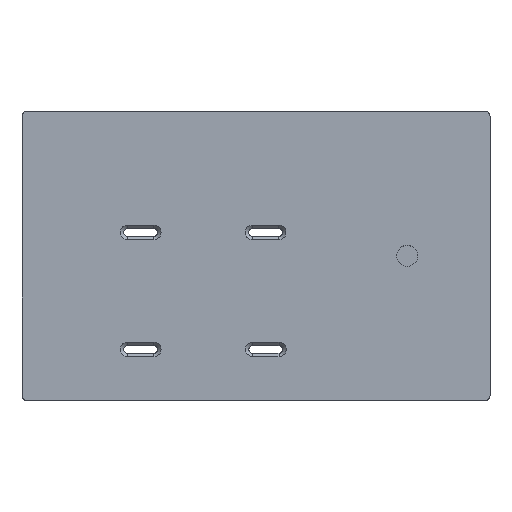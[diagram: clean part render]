
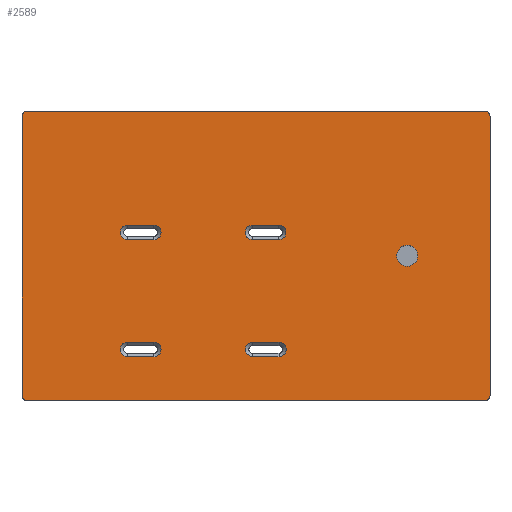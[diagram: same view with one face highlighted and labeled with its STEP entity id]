
A CAD part, top view. The second image highlights one B-rep face of the part: STEP entity #2589.
In plain terms, the highlighted planar face has unit normal (0, 0, 1).
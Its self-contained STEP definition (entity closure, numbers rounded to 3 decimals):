
#44=FACE_BOUND('',#338,.T.);
#45=FACE_BOUND('',#339,.T.);
#46=FACE_BOUND('',#340,.T.);
#47=FACE_BOUND('',#341,.T.);
#48=FACE_BOUND('',#342,.T.);
#100=CIRCLE('',#2751,2.75);
#102=CIRCLE('',#2755,2.75);
#105=CIRCLE('',#2761,2.);
#106=CIRCLE('',#2762,2.);
#107=CIRCLE('',#2763,2.);
#108=CIRCLE('',#2764,2.);
#109=CIRCLE('',#2765,2.75);
#110=CIRCLE('',#2766,2.75);
#111=CIRCLE('',#2767,2.75);
#112=CIRCLE('',#2768,2.75);
#113=CIRCLE('',#2769,4.);
#114=CIRCLE('',#2770,2.75);
#115=CIRCLE('',#2771,2.75);
#194=FACE_OUTER_BOUND('',#337,.T.);
#337=EDGE_LOOP('',(#1749,#1750,#1751,#1752,#1753,#1754,#1755,#1756));
#338=EDGE_LOOP('',(#1757,#1758,#1759,#1760));
#339=EDGE_LOOP('',(#1761,#1762,#1763,#1764));
#340=EDGE_LOOP('',(#1765));
#341=EDGE_LOOP('',(#1766,#1767,#1768,#1769));
#342=EDGE_LOOP('',(#1770,#1771,#1772,#1773));
#498=LINE('',#3728,#800);
#503=LINE('',#3742,#805);
#509=LINE('',#3762,#811);
#510=LINE('',#3766,#812);
#511=LINE('',#3770,#813);
#512=LINE('',#3773,#814);
#513=LINE('',#3776,#815);
#514=LINE('',#3780,#816);
#515=LINE('',#3784,#817);
#516=LINE('',#3788,#818);
#517=LINE('',#3794,#819);
#518=LINE('',#3798,#820);
#800=VECTOR('',#2977,10.);
#805=VECTOR('',#2990,10.);
#811=VECTOR('',#3012,10.);
#812=VECTOR('',#3015,10.);
#813=VECTOR('',#3018,10.);
#814=VECTOR('',#3021,10.);
#815=VECTOR('',#3022,10.);
#816=VECTOR('',#3025,10.);
#817=VECTOR('',#3028,10.);
#818=VECTOR('',#3031,10.);
#819=VECTOR('',#3036,10.);
#820=VECTOR('',#3039,10.);
#1102=VERTEX_POINT('',#3725);
#1103=VERTEX_POINT('',#3727);
#1106=VERTEX_POINT('',#3734);
#1108=VERTEX_POINT('',#3740);
#1112=VERTEX_POINT('',#3758);
#1113=VERTEX_POINT('',#3759);
#1114=VERTEX_POINT('',#3761);
#1115=VERTEX_POINT('',#3763);
#1116=VERTEX_POINT('',#3765);
#1117=VERTEX_POINT('',#3767);
#1118=VERTEX_POINT('',#3769);
#1119=VERTEX_POINT('',#3771);
#1120=VERTEX_POINT('',#3774);
#1121=VERTEX_POINT('',#3775);
#1122=VERTEX_POINT('',#3777);
#1123=VERTEX_POINT('',#3779);
#1124=VERTEX_POINT('',#3782);
#1125=VERTEX_POINT('',#3783);
#1126=VERTEX_POINT('',#3785);
#1127=VERTEX_POINT('',#3787);
#1128=VERTEX_POINT('',#3790);
#1129=VERTEX_POINT('',#3792);
#1130=VERTEX_POINT('',#3793);
#1131=VERTEX_POINT('',#3795);
#1132=VERTEX_POINT('',#3797);
#1348=EDGE_CURVE('',#1102,#1103,#498,.T.);
#1352=EDGE_CURVE('',#1106,#1102,#100,.T.);
#1355=EDGE_CURVE('',#1108,#1106,#503,.T.);
#1357=EDGE_CURVE('',#1103,#1108,#102,.T.);
#1364=EDGE_CURVE('',#1112,#1113,#105,.T.);
#1365=EDGE_CURVE('',#1112,#1114,#509,.T.);
#1366=EDGE_CURVE('',#1115,#1114,#106,.T.);
#1367=EDGE_CURVE('',#1115,#1116,#510,.T.);
#1368=EDGE_CURVE('',#1117,#1116,#107,.T.);
#1369=EDGE_CURVE('',#1117,#1118,#511,.T.);
#1370=EDGE_CURVE('',#1119,#1118,#108,.T.);
#1371=EDGE_CURVE('',#1119,#1113,#512,.T.);
#1372=EDGE_CURVE('',#1120,#1121,#513,.T.);
#1373=EDGE_CURVE('',#1122,#1120,#109,.T.);
#1374=EDGE_CURVE('',#1123,#1122,#514,.T.);
#1375=EDGE_CURVE('',#1121,#1123,#110,.T.);
#1376=EDGE_CURVE('',#1124,#1125,#515,.T.);
#1377=EDGE_CURVE('',#1126,#1124,#111,.T.);
#1378=EDGE_CURVE('',#1127,#1126,#516,.T.);
#1379=EDGE_CURVE('',#1125,#1127,#112,.T.);
#1380=EDGE_CURVE('',#1128,#1128,#113,.T.);
#1381=EDGE_CURVE('',#1129,#1130,#517,.T.);
#1382=EDGE_CURVE('',#1131,#1129,#114,.T.);
#1383=EDGE_CURVE('',#1132,#1131,#518,.T.);
#1384=EDGE_CURVE('',#1130,#1132,#115,.T.);
#1749=ORIENTED_EDGE('',*,*,#1364,.F.);
#1750=ORIENTED_EDGE('',*,*,#1365,.T.);
#1751=ORIENTED_EDGE('',*,*,#1366,.F.);
#1752=ORIENTED_EDGE('',*,*,#1367,.T.);
#1753=ORIENTED_EDGE('',*,*,#1368,.F.);
#1754=ORIENTED_EDGE('',*,*,#1369,.T.);
#1755=ORIENTED_EDGE('',*,*,#1370,.F.);
#1756=ORIENTED_EDGE('',*,*,#1371,.T.);
#1757=ORIENTED_EDGE('',*,*,#1372,.F.);
#1758=ORIENTED_EDGE('',*,*,#1373,.F.);
#1759=ORIENTED_EDGE('',*,*,#1374,.F.);
#1760=ORIENTED_EDGE('',*,*,#1375,.F.);
#1761=ORIENTED_EDGE('',*,*,#1376,.F.);
#1762=ORIENTED_EDGE('',*,*,#1377,.F.);
#1763=ORIENTED_EDGE('',*,*,#1378,.F.);
#1764=ORIENTED_EDGE('',*,*,#1379,.F.);
#1765=ORIENTED_EDGE('',*,*,#1380,.T.);
#1766=ORIENTED_EDGE('',*,*,#1381,.F.);
#1767=ORIENTED_EDGE('',*,*,#1382,.F.);
#1768=ORIENTED_EDGE('',*,*,#1383,.F.);
#1769=ORIENTED_EDGE('',*,*,#1384,.F.);
#1770=ORIENTED_EDGE('',*,*,#1348,.F.);
#1771=ORIENTED_EDGE('',*,*,#1352,.F.);
#1772=ORIENTED_EDGE('',*,*,#1355,.F.);
#1773=ORIENTED_EDGE('',*,*,#1357,.F.);
#2484=PLANE('',#2760);
#2589=ADVANCED_FACE('',(#194,#44,#45,#46,#47,#48),#2484,.T.);
#2751=AXIS2_PLACEMENT_3D('',#3736,#2983,#2984);
#2755=AXIS2_PLACEMENT_3D('',#3745,#2994,#2995);
#2760=AXIS2_PLACEMENT_3D('',#3757,#3008,#3009);
#2761=AXIS2_PLACEMENT_3D('',#3760,#3010,#3011);
#2762=AXIS2_PLACEMENT_3D('',#3764,#3013,#3014);
#2763=AXIS2_PLACEMENT_3D('',#3768,#3016,#3017);
#2764=AXIS2_PLACEMENT_3D('',#3772,#3019,#3020);
#2765=AXIS2_PLACEMENT_3D('',#3778,#3023,#3024);
#2766=AXIS2_PLACEMENT_3D('',#3781,#3026,#3027);
#2767=AXIS2_PLACEMENT_3D('',#3786,#3029,#3030);
#2768=AXIS2_PLACEMENT_3D('',#3789,#3032,#3033);
#2769=AXIS2_PLACEMENT_3D('',#3791,#3034,#3035);
#2770=AXIS2_PLACEMENT_3D('',#3796,#3037,#3038);
#2771=AXIS2_PLACEMENT_3D('',#3799,#3040,#3041);
#2977=DIRECTION('',(1.,0.,0.));
#2983=DIRECTION('center_axis',(0.,0.,1.));
#2984=DIRECTION('ref_axis',(0.,-1.,0.));
#2990=DIRECTION('',(-1.,0.,0.));
#2994=DIRECTION('center_axis',(0.,0.,1.));
#2995=DIRECTION('ref_axis',(0.,1.,0.));
#3008=DIRECTION('center_axis',(0.,0.,1.));
#3009=DIRECTION('ref_axis',(1.,0.,0.));
#3010=DIRECTION('center_axis',(0.,0.,-1.));
#3011=DIRECTION('ref_axis',(0.707,-0.707,0.));
#3012=DIRECTION('',(0.,1.,0.));
#3013=DIRECTION('center_axis',(0.,0.,-1.));
#3014=DIRECTION('ref_axis',(0.707,0.707,0.));
#3015=DIRECTION('',(-1.,0.,0.));
#3016=DIRECTION('center_axis',(0.,0.,-1.));
#3017=DIRECTION('ref_axis',(-0.707,0.707,0.));
#3018=DIRECTION('',(0.,-1.,0.));
#3019=DIRECTION('center_axis',(0.,0.,-1.));
#3020=DIRECTION('ref_axis',(-0.707,-0.707,0.));
#3021=DIRECTION('',(1.,0.,0.));
#3022=DIRECTION('',(1.,0.,0.));
#3023=DIRECTION('center_axis',(0.,0.,1.));
#3024=DIRECTION('ref_axis',(0.,-1.,0.));
#3025=DIRECTION('',(-1.,0.,0.));
#3026=DIRECTION('center_axis',(0.,0.,1.));
#3027=DIRECTION('ref_axis',(0.,1.,0.));
#3028=DIRECTION('',(1.,0.,0.));
#3029=DIRECTION('center_axis',(0.,0.,1.));
#3030=DIRECTION('ref_axis',(0.,-1.,0.));
#3031=DIRECTION('',(-1.,0.,0.));
#3032=DIRECTION('center_axis',(0.,0.,1.));
#3033=DIRECTION('ref_axis',(0.,1.,0.));
#3034=DIRECTION('center_axis',(0.,0.,-1.));
#3035=DIRECTION('ref_axis',(1.,0.,0.));
#3036=DIRECTION('',(1.,0.,0.));
#3037=DIRECTION('center_axis',(0.,0.,1.));
#3038=DIRECTION('ref_axis',(0.,-1.,0.));
#3039=DIRECTION('',(-1.,0.,0.));
#3040=DIRECTION('center_axis',(0.,0.,1.));
#3041=DIRECTION('ref_axis',(0.,1.,0.));
#3725=CARTESIAN_POINT('',(-5.,-47.25,5.));
#3727=CARTESIAN_POINT('',(5.,-47.25,5.));
#3728=CARTESIAN_POINT('',(24.426,-47.25,5.));
#3734=CARTESIAN_POINT('',(-5.,-41.75,5.));
#3736=CARTESIAN_POINT('Origin',(-5.,-44.5,5.));
#3740=CARTESIAN_POINT('',(5.,-41.75,5.));
#3742=CARTESIAN_POINT('',(19.426,-41.75,5.));
#3745=CARTESIAN_POINT('Origin',(5.,-44.5,5.));
#3757=CARTESIAN_POINT('Origin',(43.851,-8.91,5.));
#3758=CARTESIAN_POINT('',(132.853,-61.939,5.));
#3759=CARTESIAN_POINT('',(130.853,-63.939,5.));
#3760=CARTESIAN_POINT('Origin',(130.853,-61.939,5.));
#3761=CARTESIAN_POINT('',(132.853,44.119,5.));
#3762=CARTESIAN_POINT('',(132.853,-63.939,5.));
#3763=CARTESIAN_POINT('',(130.853,46.119,5.));
#3764=CARTESIAN_POINT('Origin',(130.853,44.119,5.));
#3765=CARTESIAN_POINT('',(-43.15,46.119,5.));
#3766=CARTESIAN_POINT('',(132.853,46.119,5.));
#3767=CARTESIAN_POINT('',(-45.15,44.119,5.));
#3768=CARTESIAN_POINT('Origin',(-43.15,44.119,5.));
#3769=CARTESIAN_POINT('',(-45.15,-61.939,5.));
#3770=CARTESIAN_POINT('',(-45.15,46.119,5.));
#3771=CARTESIAN_POINT('',(-43.15,-63.939,5.));
#3772=CARTESIAN_POINT('Origin',(-43.15,-61.939,5.));
#3773=CARTESIAN_POINT('',(-45.15,-63.939,5.));
#3774=CARTESIAN_POINT('',(42.6,-47.25,5.));
#3775=CARTESIAN_POINT('',(52.6,-47.25,5.));
#3776=CARTESIAN_POINT('',(48.226,-47.25,5.));
#3777=CARTESIAN_POINT('',(42.6,-41.75,5.));
#3778=CARTESIAN_POINT('Origin',(42.6,-44.5,5.));
#3779=CARTESIAN_POINT('',(52.6,-41.75,5.));
#3780=CARTESIAN_POINT('',(43.226,-41.75,5.));
#3781=CARTESIAN_POINT('Origin',(52.6,-44.5,5.));
#3782=CARTESIAN_POINT('',(-5.,-2.75,5.));
#3783=CARTESIAN_POINT('',(5.,-2.75,5.));
#3784=CARTESIAN_POINT('',(24.426,-2.75,5.));
#3785=CARTESIAN_POINT('',(-5.,2.75,5.));
#3786=CARTESIAN_POINT('Origin',(-5.,0.,
5.));
#3787=CARTESIAN_POINT('',(5.,2.75,5.));
#3788=CARTESIAN_POINT('',(19.426,2.75,5.));
#3789=CARTESIAN_POINT('Origin',(5.,0.,5.));
#3790=CARTESIAN_POINT('',(97.353,-8.91,5.));
#3791=CARTESIAN_POINT('Origin',(101.353,-8.91,5.));
#3792=CARTESIAN_POINT('',(42.5,-2.75,5.));
#3793=CARTESIAN_POINT('',(52.5,-2.75,5.));
#3794=CARTESIAN_POINT('',(48.176,-2.75,5.));
#3795=CARTESIAN_POINT('',(42.5,2.75,5.));
#3796=CARTESIAN_POINT('Origin',(42.5,0.,5.));
#3797=CARTESIAN_POINT('',(52.5,2.75,5.));
#3798=CARTESIAN_POINT('',(43.176,2.75,5.));
#3799=CARTESIAN_POINT('Origin',(52.5,0.,
5.));
